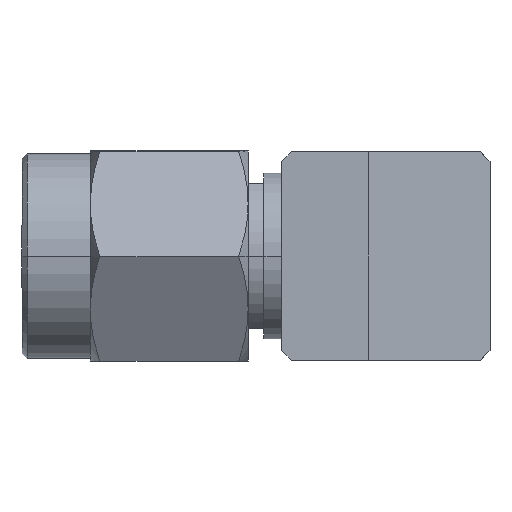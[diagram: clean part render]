
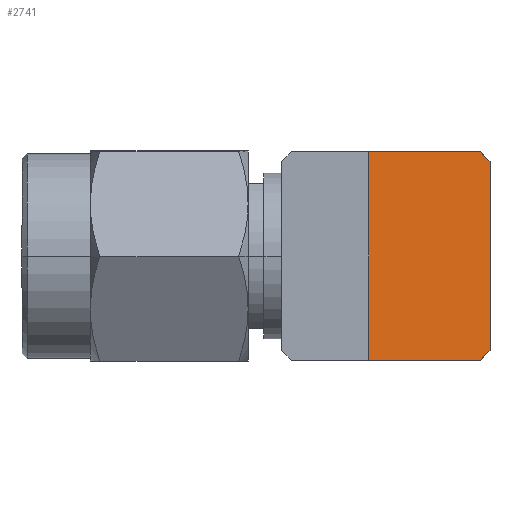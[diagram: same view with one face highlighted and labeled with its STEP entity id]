
A CAD part, left-side view. The second image highlights one B-rep face of the part: STEP entity #2741.
In plain terms, the highlighted planar face has unit normal (-0.707, -0.707, 0).
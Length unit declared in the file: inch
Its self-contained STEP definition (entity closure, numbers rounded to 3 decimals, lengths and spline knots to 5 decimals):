
#9 = VECTOR ( 'NONE', #2386, 39.37008 ) ;
#33 = CARTESIAN_POINT ( 'NONE',  ( 0.02138, -0.1513, 0.1467 ) ) ;
#76 = LINE ( 'NONE', #2569, #3244 ) ;
#78 = VERTEX_POINT ( 'NONE', #2211 ) ;
#230 = EDGE_CURVE ( 'NONE', #1550, #2233, #76, .T. ) ;
#248 = CARTESIAN_POINT ( 'NONE',  ( 0.02598, -0.15591, -0.15591 ) ) ;
#329 = CARTESIAN_POINT ( 'NONE',  ( 0.01662, -0.14654, 0.15145 ) ) ;
#587 = ORIENTED_EDGE ( 'NONE', *, *, #2774, .F. ) ;
#677 = VERTEX_POINT ( 'NONE', #2925 ) ;
#829 = FACE_OUTER_BOUND ( 'NONE', #2009, .T. ) ;
#849 = DIRECTION ( 'NONE',  ( 0., 0., -1. ) ) ;
#1012 = DIRECTION ( 'NONE',  ( -0.707, 0.707, 0. ) ) ;
#1142 = ORIENTED_EDGE ( 'NONE', *, *, #3623, .F. ) ;
#1144 = CARTESIAN_POINT ( 'NONE',  ( 0.02598, -0.15591, -0.14163 ) ) ;
#1159 = DIRECTION ( 'NONE',  ( -0.707, 0.707, 0. ) ) ;
#1437 = CARTESIAN_POINT ( 'NONE',  ( 0.01662, -0.14654, -0.15145 ) ) ;
#1550 = VERTEX_POINT ( 'NONE', #3699 ) ;
#1738 = CARTESIAN_POINT ( 'NONE',  ( 0.02598, -0.15591, -0.14163 ) ) ;
#1751 = LINE ( 'NONE', #2988, #2862 ) ;
#1763 = CARTESIAN_POINT ( 'NONE',  ( 0.02598, -0.15591, -0.14163 ) ) ;
#1815 = EDGE_CURVE ( 'NONE', #2575, #78, #2683, .T. ) ;
#1967 = AXIS2_PLACEMENT_3D ( 'NONE', #248, #2672, #849 ) ;
#1983 = DIRECTION ( 'NONE',  ( 0., 0., 1. ) ) ;
#1987 = ORIENTED_EDGE ( 'NONE', *, *, #3490, .T. ) ;
#2009 = EDGE_LOOP ( 'NONE', ( #1987, #3546, #587, #2261, #2674, #1142 ) ) ;
#2211 = CARTESIAN_POINT ( 'NONE',  ( 0.02598, -0.15591, 0.14163 ) ) ;
#2231 = CARTESIAN_POINT ( 'NONE',  ( 0.01171, -0.14163, -0.15591 ) ) ;
#2233 = VERTEX_POINT ( 'NONE', #3082 ) ;
#2261 = ORIENTED_EDGE ( 'NONE', *, *, #2671, .F. ) ;
#2386 = DIRECTION ( 'NONE',  ( 0., 0., 1. ) ) ;
#2569 = CARTESIAN_POINT ( 'NONE',  ( -0.15591, 0.02598, -0.15591 ) ) ;
#2575 = VERTEX_POINT ( 'NONE', #1738 ) ;
#2671 = EDGE_CURVE ( 'NONE', #2575, #3469, #3072, .T. ) ;
#2672 = DIRECTION ( 'NONE',  ( 0.707, 0.707, 0. ) ) ;
#2674 = ORIENTED_EDGE ( 'NONE', *, *, #1815, .T. ) ;
#2683 = LINE ( 'NONE', #1144, #9 ) ;
#2692 = CARTESIAN_POINT ( 'NONE',  ( 0.01171, -0.14163, -0.15591 ) ) ;
#2741 = ADVANCED_FACE ( 'NONE', ( #829 ), #3622, .F. ) ;
#2774 = EDGE_CURVE ( 'NONE', #3469, #1550, #3781, .T. ) ;
#2798 = CARTESIAN_POINT ( 'NONE',  ( 0.02598, -0.15591, 0.14163 ) ) ;
#2862 = VECTOR ( 'NONE', #1159, 39.37008 ) ;
#2925 = CARTESIAN_POINT ( 'NONE',  ( 0.01171, -0.14163, 0.15591 ) ) ;
#2988 = CARTESIAN_POINT ( 'NONE',  ( 0.01171, -0.14163, 0.15591 ) ) ;
#3001 = CARTESIAN_POINT ( 'NONE',  ( 0.02138, -0.1513, -0.1467 ) ) ;
#3072 = B_SPLINE_CURVE_WITH_KNOTS ( 'NONE', 3,
 ( #1763, #3001, #1437, #2692 ),
 .UNSPECIFIED., .F., .F.,
 ( 4, 4 ),
 ( 0., 1. ),
 .UNSPECIFIED. ) ;
#3082 = CARTESIAN_POINT ( 'NONE',  ( -0.15591, 0.02598, 0.15591 ) ) ;
#3103 = CARTESIAN_POINT ( 'NONE',  ( 0.01171, -0.14163, 0.15591 ) ) ;
#3244 = VECTOR ( 'NONE', #1983, 39.37008 ) ;
#3368 = CARTESIAN_POINT ( 'NONE',  ( 0.01171, -0.14163, -0.15591 ) ) ;
#3469 = VERTEX_POINT ( 'NONE', #3368 ) ;
#3490 = EDGE_CURVE ( 'NONE', #677, #2233, #1751, .T. ) ;
#3546 = ORIENTED_EDGE ( 'NONE', *, *, #230, .F. ) ;
#3585 = VECTOR ( 'NONE', #1012, 39.37008 ) ;
#3622 = PLANE ( 'NONE',  #1967 ) ;
#3623 = EDGE_CURVE ( 'NONE', #677, #78, #3842, .T. ) ;
#3699 = CARTESIAN_POINT ( 'NONE',  ( -0.15591, 0.02598, -0.15591 ) ) ;
#3781 = LINE ( 'NONE', #2231, #3585 ) ;
#3842 = B_SPLINE_CURVE_WITH_KNOTS ( 'NONE', 3,
 ( #3103, #329, #33, #2798 ),
 .UNSPECIFIED., .F., .F.,
 ( 4, 4 ),
 ( 0., 1. ),
 .UNSPECIFIED. ) ;
